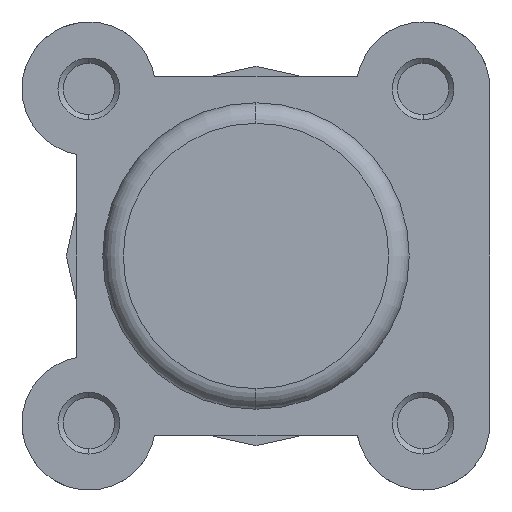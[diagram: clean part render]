
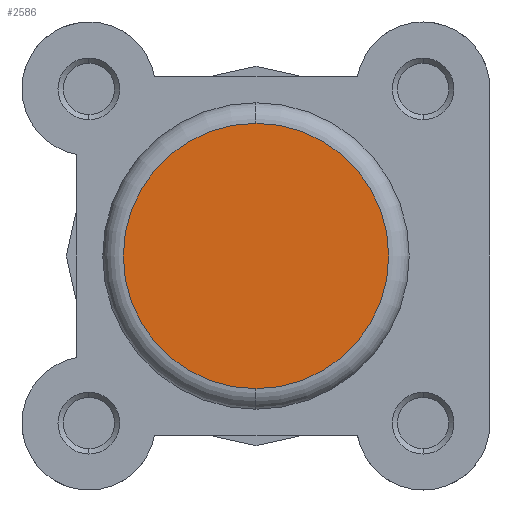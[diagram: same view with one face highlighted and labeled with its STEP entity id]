
A CAD part, left-side view. The second image highlights one B-rep face of the part: STEP entity #2586.
In plain terms, the highlighted planar face has unit normal (-1, 0, 0).
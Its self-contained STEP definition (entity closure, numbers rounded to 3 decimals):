
#343 = EDGE_CURVE ( 'NONE', #4257, #4258, #2055, .T. ) ;
#398 = EDGE_CURVE ( 'NONE', #4258, #4257, #2131, .T. ) ;
#676 = AXIS2_PLACEMENT_3D ( 'NONE', #2994, #2995, #2996 ) ;
#706 = AXIS2_PLACEMENT_3D ( 'NONE', #3131, #3138, #3139 ) ;
#880 = AXIS2_PLACEMENT_3D ( 'NONE', #4567, #4570, #4571 ) ;
#1151 = ORIENTED_EDGE ( 'NONE', *, *, #398, .T. ) ;
#1321 = ORIENTED_EDGE ( 'NONE', *, *, #343, .T. ) ;
#1723 = EDGE_LOOP ( 'NONE', ( #1151, #1321 ) ) ;
#2055 = CIRCLE ( 'NONE', #676, 12.9 ) ;
#2131 = CIRCLE ( 'NONE', #706, 12.9 ) ;
#2586 = ADVANCED_FACE ( 'NONE', ( #5435 ), #4568, .F. ) ;
#2994 = CARTESIAN_POINT ( 'NONE',  ( 0., 0., 0. ) ) ;
#2995 = DIRECTION ( 'NONE',  ( -1., 0., 0. ) ) ;
#2996 = DIRECTION ( 'NONE',  ( 0., 0., -1. ) ) ;
#3131 = CARTESIAN_POINT ( 'NONE',  ( 0., 0., 0. ) ) ;
#3138 = DIRECTION ( 'NONE',  ( -1., 0., 0. ) ) ;
#3139 = DIRECTION ( 'NONE',  ( 0., 0., -1. ) ) ;
#4257 = VERTEX_POINT ( 'NONE', #5232 ) ;
#4258 = VERTEX_POINT ( 'NONE', #5233 ) ;
#4567 = CARTESIAN_POINT ( 'NONE',  ( 0., 0., 0. ) ) ;
#4568 = PLANE ( 'NONE',  #880 ) ;
#4570 = DIRECTION ( 'NONE',  ( 1., 0., 0. ) ) ;
#4571 = DIRECTION ( 'NONE',  ( 0., 0., -1. ) ) ;
#5232 = CARTESIAN_POINT ( 'NONE',  ( 0., 0., 12.9 ) ) ;
#5233 = CARTESIAN_POINT ( 'NONE',  ( 0., 0., -12.9 ) ) ;
#5435 = FACE_OUTER_BOUND ( 'NONE', #1723, .T. ) ;
